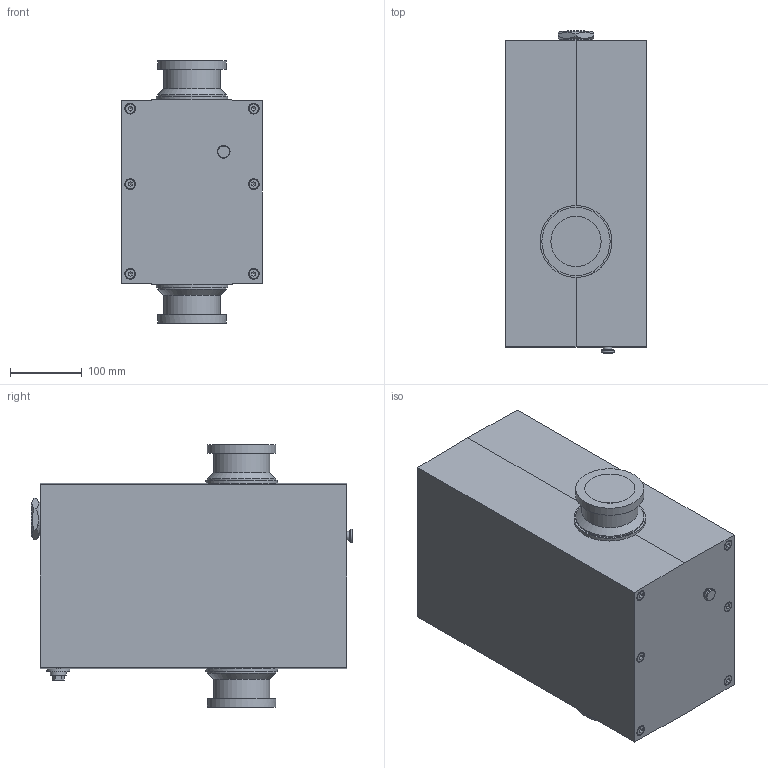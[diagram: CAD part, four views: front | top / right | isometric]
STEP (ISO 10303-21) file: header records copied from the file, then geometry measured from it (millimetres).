
FILE_DESCRIPTION((''),'2;1');
FILE_NAME('PK940037.stp','2010-04-30T14:13:54',('WANGORSCH-V'),(''),'Autodesk Inventor 2009','Autodesk Inventor 2009','');
FILE_SCHEMA(('CONFIG_CONTROL_DESIGN'));
Length unit declared in the file: millimetre
Products named in the file (1): PK940037
Bounding box: 196 x 448 x 365 mm (x, y, z)
Volume: 22069456 mm3; surface area: 549137 mm2
Topology: 1 solids, 15 shells, 207 faces, 454 edges, 297 vertices
Faces by surface type: plane 107, cylinder 41, cone 32, bspline 26, torus 1
Full cylindrical faces by diameter (mm): 5.6 x1, 6.647 x6, 8 x7, 12 x1, 13 x6, 16.662 x1, 17 x1, 18 x1, 22 x1, 32 x1, 35 x1, 38.6 x1, 47 x1, 70 x2, 78 x2, 80 x2, 95 x4, 100 x2
Entity records: 5346 total; most frequent: CARTESIAN_POINT 1380, DIRECTION 761, ORIENTED_EDGE 610, EDGE_LOOP 337, AXIS2_PLACEMENT_3D 322, EDGE_CURVE 305, VERTEX_POINT 242, FACE_OUTER_BOUND 207
